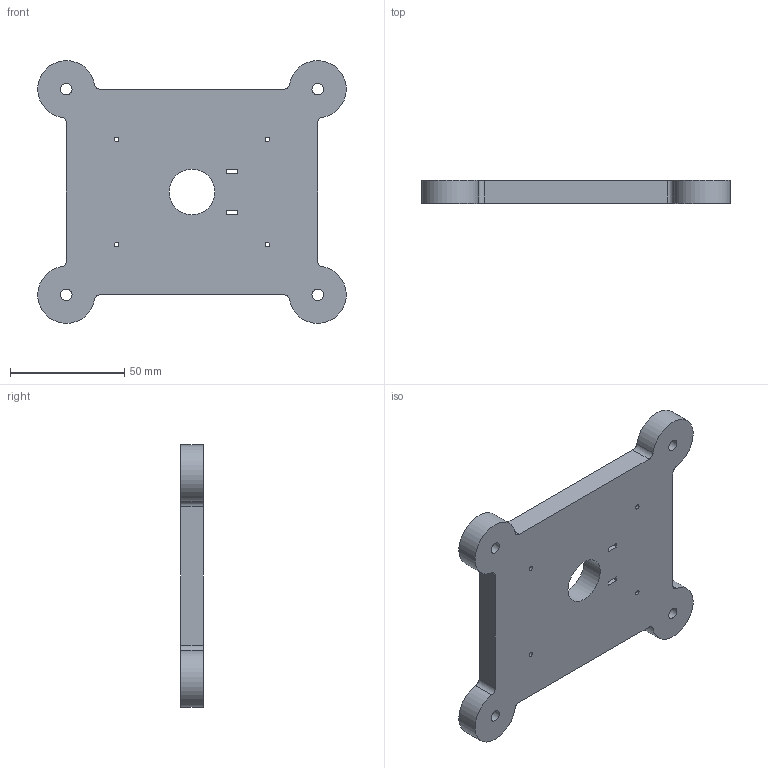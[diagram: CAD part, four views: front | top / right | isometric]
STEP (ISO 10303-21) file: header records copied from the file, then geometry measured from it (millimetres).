
FILE_DESCRIPTION(/* description */ (''),/* implementation_level */ '2;1');
FILE_NAME(/* name */ 'base total.step',/* time_stamp */ '2018-10-05T18:09:19+02:00',/* author */ ('Rodrigo HC'),/* organization */ (''),/* preprocessor_version */ 'ST-DEVELOPER v16.1',/* originating_system */ 'Autodesk Inventor 2016',/* authorisation */ '');
FILE_SCHEMA (('AUTOMOTIVE_DESIGN { 1 0 10303 214 3 1 1 }'));
Length unit declared in the file: millimetre
Products named in the file (1): base total
Bounding box: 134.96 x 10 x 114.96 mm (x, y, z)
Volume: 109555.2 mm3; surface area: 28985.2 mm2
Topology: 1 solids, 1 shells, 35 faces, 138 edges, 134 vertices
Faces by surface type: cylinder 21, plane 14
Full cylindrical faces by diameter (mm): 2 x4, 5 x4, 20 x1
Entity records: 1453 total; most frequent: CARTESIAN_POINT 289, DIRECTION 265, ORIENTED_EDGE 180, AXIS2_PLACEMENT_3D 100, EDGE_CURVE 90, EDGE_LOOP 66, VERTEX_POINT 66, LINE 65
